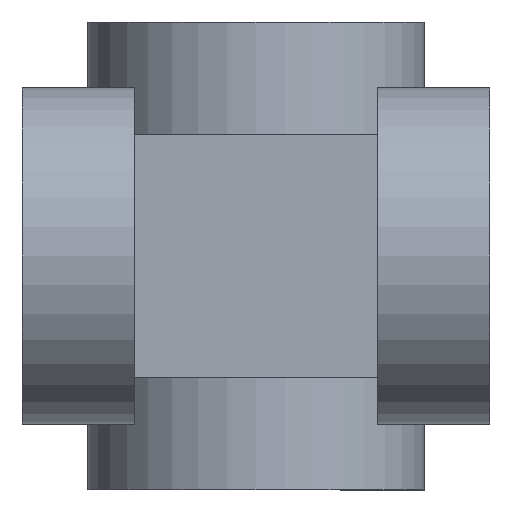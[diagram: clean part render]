
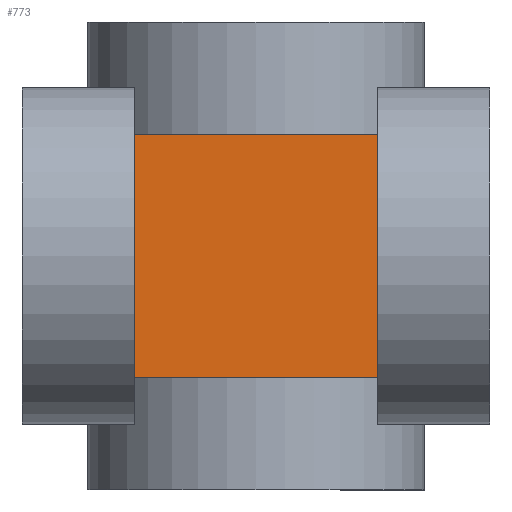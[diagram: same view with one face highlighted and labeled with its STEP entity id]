
A CAD part, left-side view. The second image highlights one B-rep face of the part: STEP entity #773.
In plain terms, the highlighted planar face has unit normal (-1, 0, 0).
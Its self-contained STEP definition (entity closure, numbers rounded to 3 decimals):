
#81 = ORIENTED_EDGE ( 'NONE', *, *, #702, .F. ) ;
#160 = DIRECTION ( 'NONE',  ( 0., 0., -1. ) ) ;
#180 = CARTESIAN_POINT ( 'NONE',  ( 20., 12., 13. ) ) ;
#194 = CARTESIAN_POINT ( 'NONE',  ( 20., 38., -13. ) ) ;
#198 = VERTEX_POINT ( 'NONE', #224 ) ;
#223 = ORIENTED_EDGE ( 'NONE', *, *, #778, .T. ) ;
#224 = CARTESIAN_POINT ( 'NONE',  ( 20., 38., 13. ) ) ;
#230 = EDGE_CURVE ( 'NONE', #256, #426, #938, .T. ) ;
#246 = FACE_OUTER_BOUND ( 'NONE', #560, .T. ) ;
#251 = VERTEX_POINT ( 'NONE', #180 ) ;
#256 = VERTEX_POINT ( 'NONE', #561 ) ;
#262 = CARTESIAN_POINT ( 'NONE',  ( 20., 12., 32. ) ) ;
#387 = CARTESIAN_POINT ( 'NONE',  ( 20., 38., 13. ) ) ;
#388 = CARTESIAN_POINT ( 'NONE',  ( 20., 12., 32. ) ) ;
#426 = VERTEX_POINT ( 'NONE', #194 ) ;
#461 = VECTOR ( 'NONE', #580, 1000. ) ;
#462 = VECTOR ( 'NONE', #748, 1000. ) ;
#505 = CARTESIAN_POINT ( 'NONE',  ( 20., 38., 32. ) ) ;
#554 = DIRECTION ( 'NONE',  ( 0., -1., 0. ) ) ;
#560 = EDGE_LOOP ( 'NONE', ( #223, #674, #81, #752 ) ) ;
#561 = CARTESIAN_POINT ( 'NONE',  ( 20., 12., -13. ) ) ;
#568 = LINE ( 'NONE', #505, #462 ) ;
#580 = DIRECTION ( 'NONE',  ( 0., 1., 0. ) ) ;
#592 = PLANE ( 'NONE',  #931 ) ;
#639 = LINE ( 'NONE', #387, #859 ) ;
#657 = DIRECTION ( 'NONE',  ( 1., 0., 0. ) ) ;
#674 = ORIENTED_EDGE ( 'NONE', *, *, #230, .F. ) ;
#681 = DIRECTION ( 'NONE',  ( 0., 0., -1. ) ) ;
#702 = EDGE_CURVE ( 'NONE', #251, #256, #734, .T. ) ;
#734 = LINE ( 'NONE', #388, #1014 ) ;
#748 = DIRECTION ( 'NONE',  ( 0., 0., -1. ) ) ;
#752 = ORIENTED_EDGE ( 'NONE', *, *, #1000, .F. ) ;
#773 = ADVANCED_FACE ( 'NONE', ( #246 ), #592, .F. ) ;
#778 = EDGE_CURVE ( 'NONE', #198, #426, #568, .T. ) ;
#859 = VECTOR ( 'NONE', #554, 1000. ) ;
#931 = AXIS2_PLACEMENT_3D ( 'NONE', #262, #657, #681 ) ;
#938 = LINE ( 'NONE', #1004, #461 ) ;
#1000 = EDGE_CURVE ( 'NONE', #198, #251, #639, .T. ) ;
#1004 = CARTESIAN_POINT ( 'NONE',  ( 20., 38., -13. ) ) ;
#1014 = VECTOR ( 'NONE', #160, 1000. ) ;
